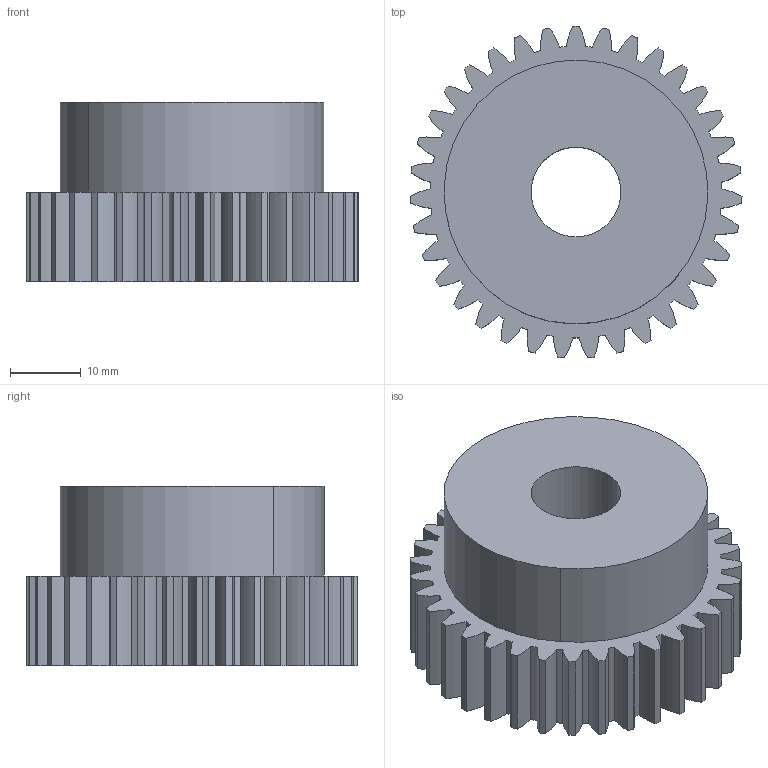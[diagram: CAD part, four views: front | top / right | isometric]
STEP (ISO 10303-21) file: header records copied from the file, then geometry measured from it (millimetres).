
FILE_DESCRIPTION((''),'2;1');
FILE_NAME('gss-2035.stp','2001-12-29T16:54:17',('Administrator'),(''),'Autodesk Inventor (tm) 3.0','Autodesk Inventor (tm) 3.0','');
FILE_SCHEMA(('CONFIG_CONTROL_DESIGN'));
Length unit declared in the file: inch
Products named in the file (1): gss-2035
Bounding box: 46.98 x 46.93 x 25.4 mm (x, y, z)
Volume: 30245.5 mm3; surface area: 8872.4 mm2
Topology: 1 solids, 1 shells, 147 faces, 432 edges, 288 vertices
Faces by surface type: cylinder 142, plane 3, bspline 2
Entity records: 5201 total; most frequent: DIRECTION 1012, CARTESIAN_POINT 902, ORIENTED_EDGE 864, AXIS2_PLACEMENT_3D 434, EDGE_CURVE 432, VERTEX_POINT 288, CIRCLE 288, EDGE_LOOP 150
